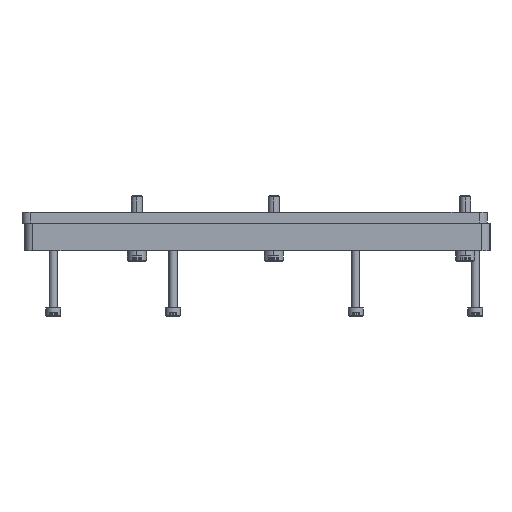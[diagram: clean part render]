
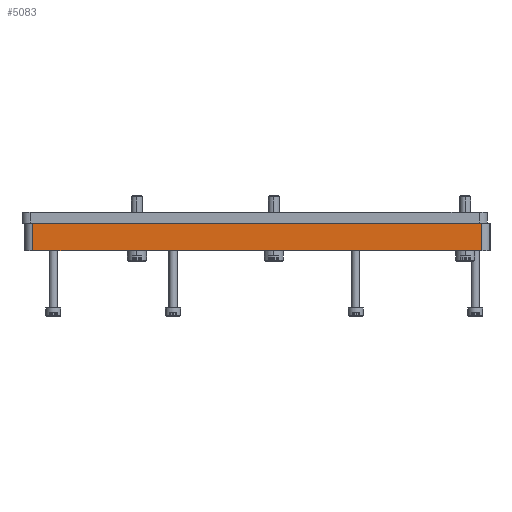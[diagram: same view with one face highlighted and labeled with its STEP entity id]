
A CAD part, left-side view. The second image highlights one B-rep face of the part: STEP entity #5083.
In plain terms, the highlighted planar face has unit normal (-1, 0, 0).
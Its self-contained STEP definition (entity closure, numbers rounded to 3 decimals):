
#115 = CARTESIAN_POINT ( 'NONE',  ( -225.5, -134.3, 10. ) ) ;
#123 = AXIS2_PLACEMENT_3D ( 'NONE', #5124, #7492, #2203 ) ;
#310 = VERTEX_POINT ( 'NONE', #5963 ) ;
#572 = VECTOR ( 'NONE', #5347, 1000. ) ;
#622 = ORIENTED_EDGE ( 'NONE', *, *, #5540, .T. ) ;
#1087 = EDGE_CURVE ( 'NONE', #5813, #3078, #7675, .T. ) ;
#1258 = ORIENTED_EDGE ( 'NONE', *, *, #1087, .F. ) ;
#1387 = EDGE_CURVE ( 'NONE', #3078, #310, #6954, .T. ) ;
#1471 = CARTESIAN_POINT ( 'NONE',  ( -225.5, 29.7, 10. ) ) ;
#2026 = EDGE_LOOP ( 'NONE', ( #622, #6704, #1258, #5108 ) ) ;
#2203 = DIRECTION ( 'NONE',  ( 0., 1., 0. ) ) ;
#2299 = CARTESIAN_POINT ( 'NONE',  ( -225.5, 29.7, 0. ) ) ;
#2461 = VECTOR ( 'NONE', #4490, 1000. ) ;
#2547 = VERTEX_POINT ( 'NONE', #2299 ) ;
#3078 = VERTEX_POINT ( 'NONE', #115 ) ;
#3135 = CARTESIAN_POINT ( 'NONE',  ( -225.5, -134.3, 10. ) ) ;
#3256 = PLANE ( 'NONE',  #123 ) ;
#3919 = DIRECTION ( 'NONE',  ( 0., 0., -1. ) ) ;
#4490 = DIRECTION ( 'NONE',  ( 0., 0., -1. ) ) ;
#4501 = LINE ( 'NONE', #6443, #6574 ) ;
#5083 = ADVANCED_FACE ( 'NONE', ( #6315 ), #3256, .F. ) ;
#5108 = ORIENTED_EDGE ( 'NONE', *, *, #6102, .T. ) ;
#5124 = CARTESIAN_POINT ( 'NONE',  ( -225.5, -134.3, 10. ) ) ;
#5347 = DIRECTION ( 'NONE',  ( 0., -1., 0. ) ) ;
#5540 = EDGE_CURVE ( 'NONE', #2547, #310, #4501, .T. ) ;
#5813 = VERTEX_POINT ( 'NONE', #6381 ) ;
#5841 = DIRECTION ( 'NONE',  ( 0., -1., 0. ) ) ;
#5963 = CARTESIAN_POINT ( 'NONE',  ( -225.5, -134.3, 0. ) ) ;
#6102 = EDGE_CURVE ( 'NONE', #5813, #2547, #6888, .T. ) ;
#6315 = FACE_OUTER_BOUND ( 'NONE', #2026, .T. ) ;
#6381 = CARTESIAN_POINT ( 'NONE',  ( -225.5, 29.7, 10. ) ) ;
#6443 = CARTESIAN_POINT ( 'NONE',  ( -225.5, -134.3, 0. ) ) ;
#6494 = CARTESIAN_POINT ( 'NONE',  ( -225.5, -134.3, 10. ) ) ;
#6574 = VECTOR ( 'NONE', #5841, 1000. ) ;
#6704 = ORIENTED_EDGE ( 'NONE', *, *, #1387, .F. ) ;
#6832 = VECTOR ( 'NONE', #3919, 1000. ) ;
#6888 = LINE ( 'NONE', #1471, #6832 ) ;
#6954 = LINE ( 'NONE', #3135, #2461 ) ;
#7492 = DIRECTION ( 'NONE',  ( 1., 0., 0. ) ) ;
#7675 = LINE ( 'NONE', #6494, #572 ) ;
